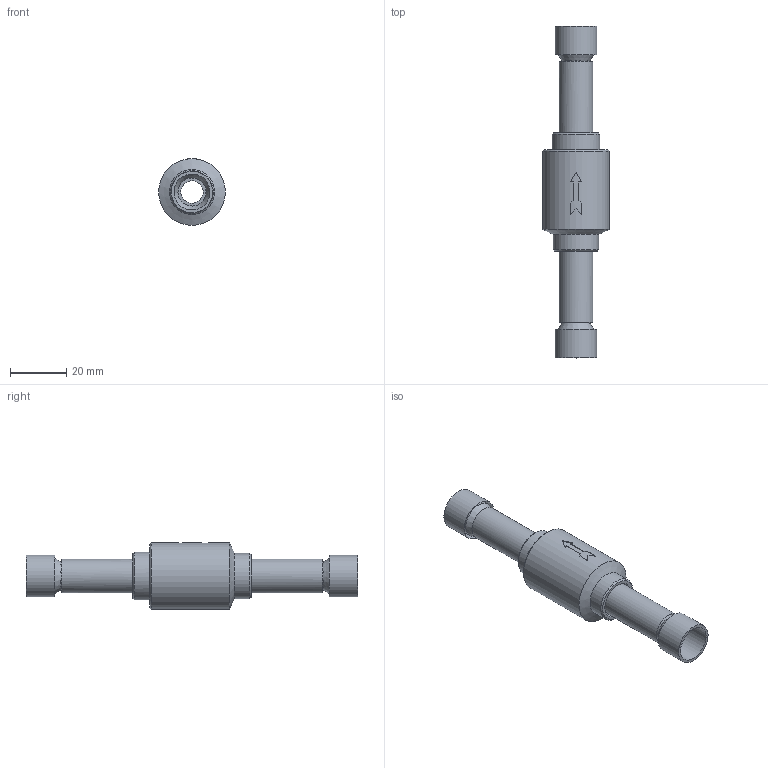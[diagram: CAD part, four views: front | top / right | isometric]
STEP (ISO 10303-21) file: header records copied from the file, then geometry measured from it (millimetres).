
FILE_DESCRIPTION(/* description */ (''),/* implementation_level */ '2;1');
FILE_NAME(/* name */ '020-1012R.stp',/* time_stamp */ '2022-08-11T14:00:56+03:00',/* author */ ('U403152'),/* organization */ (''),/* preprocessor_version */ 'ST-DEVELOPER v18.1',/* originating_system */ 'Autodesk Inventor 2020',/* authorisation */ '');
FILE_SCHEMA (('AUTOMOTIVE_DESIGN { 1 0 10303 214 3 1 1 }'));
Length unit declared in the file: millimetre
Products named in the file (1): Part1
Bounding box: 23.7 x 118 x 23.7 mm (x, y, z)
Volume: 13540.6 mm3; surface area: 11206.5 mm2
Topology: 1 solids, 1 shells, 56 faces, 156 edges, 111 vertices
Faces by surface type: cylinder 18, plane 17, cone 14, bspline 6, torus 1
Full cylindrical faces by diameter (mm): 8 x2, 10 x3, 12 x2, 12.8 x2, 14 x1, 14.8 x2, 15 x1, 16.1 x1, 16.6 x1, 17 x1, 23.7 x1
Entity records: 1991 total; most frequent: CARTESIAN_POINT 432, DIRECTION 338, ORIENTED_EDGE 312, EDGE_CURVE 156, AXIS2_PLACEMENT_3D 143, VERTEX_POINT 111, CIRCLE 92, EDGE_LOOP 67
